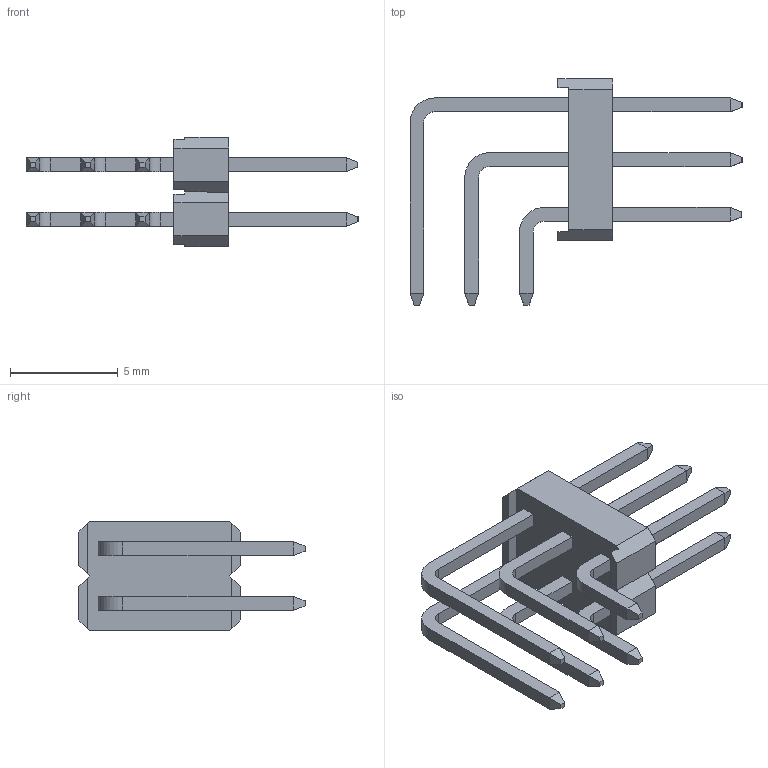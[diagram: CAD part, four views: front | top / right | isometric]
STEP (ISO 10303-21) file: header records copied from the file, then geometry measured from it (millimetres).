
FILE_DESCRIPTION (( 'STEP AP214' ), '1' );
FILE_NAME ('BB02-HL061-XB1-6030R0-6T_rev1.6.STEP', '2017-11-17T02:09:26', ( '' ), ( '' ), 'SwSTEP 2.0', 'SolidWorks 2016', '' );
FILE_SCHEMA (( 'AUTOMOTIVE_DESIGN' ));
Length unit declared in the file: millimetre
Products named in the file (5): BB02-HL061-XB1-6030R0-6T_rev1.6; BB02-HL-Long RA type pin-A=6.0mm,B=3.0mm; BB02-HL- Mid RA type pin-A=6.0mm,B=3.0mm; BB02-HL- Short RA type pin-A=6.0mm,B=3.0mm; BB02-HL - housing-6p
Assembly tree (7 placements, depth 2):
  BB02-HL061-XB1-6030R0-6T_rev1.6
    BB02-HL - housing-6p
    BB02-HL- Short RA type pin-A=6.0mm,B=3.0mm  x2
    BB02-HL- Mid RA type pin-A=6.0mm,B=3.0mm  x2
    BB02-HL-Long RA type pin-A=6.0mm,B=3.0mm  x2
Bounding box: 15.4 x 10.5 x 5.08 mm (x, y, z)
Volume: 117.4 mm3; surface area: 448.2 mm2
Topology: 7 solids, 7 shells, 156 faces, 378 edges, 236 vertices
Faces by surface type: plane 144, cylinder 12
Entity records: 3228 total; most frequent: CARTESIAN_POINT 534, ORIENTED_EDGE 516, DIRECTION 494, EDGE_CURVE 258, VECTOR 246, LINE 246, VERTEX_POINT 164, AXIS2_PLACEMENT_3D 124
